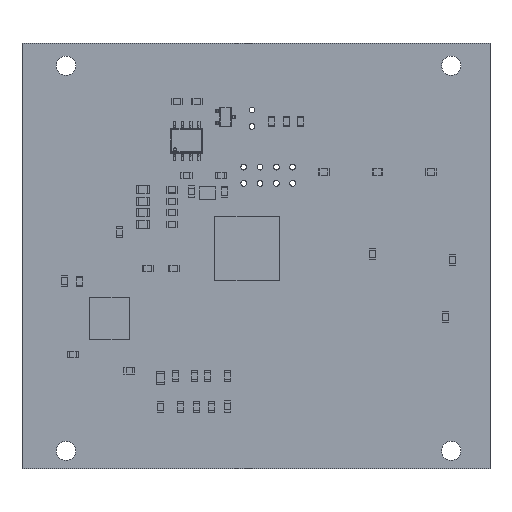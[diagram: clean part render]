
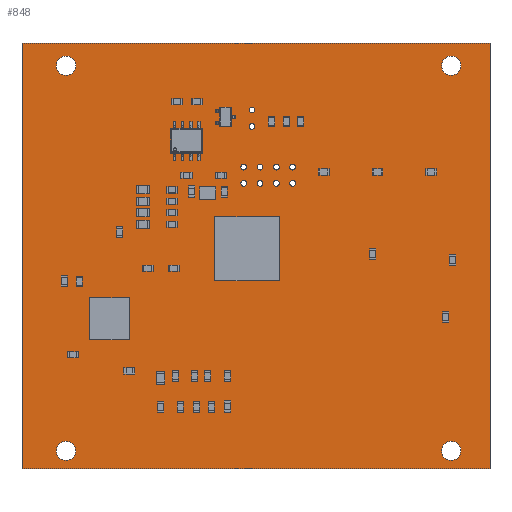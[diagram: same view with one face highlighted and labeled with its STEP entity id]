
A CAD part, top view. The second image highlights one B-rep face of the part: STEP entity #848.
In plain terms, the highlighted planar face has unit normal (0, 0, 1).
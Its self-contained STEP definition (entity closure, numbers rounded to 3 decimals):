
#215 = VERTEX_POINT('',#216);
#216 = CARTESIAN_POINT('',(-31.242,-32.258,0.));
#222 = EDGE_CURVE('',#215,#223,#225,.T.);
#223 = VERTEX_POINT('',#224);
#224 = CARTESIAN_POINT('',(41.656,-32.258,0.));
#225 = LINE('',#226,#227);
#226 = CARTESIAN_POINT('',(-31.242,-32.258,0.));
#227 = VECTOR('',#228,1.);
#228 = DIRECTION('',(1.,0.,0.));
#253 = EDGE_CURVE('',#223,#254,#256,.T.);
#254 = VERTEX_POINT('',#255);
#255 = CARTESIAN_POINT('',(41.656,34.036,0.));
#256 = LINE('',#257,#258);
#257 = CARTESIAN_POINT('',(41.656,-32.258,0.));
#258 = VECTOR('',#259,1.);
#259 = DIRECTION('',(0.,1.,0.));
#284 = EDGE_CURVE('',#254,#285,#287,.T.);
#285 = VERTEX_POINT('',#286);
#286 = CARTESIAN_POINT('',(-31.242,34.036,0.));
#287 = LINE('',#288,#289);
#288 = CARTESIAN_POINT('',(41.656,34.036,0.));
#289 = VECTOR('',#290,1.);
#290 = DIRECTION('',(-1.,0.,0.));
#315 = EDGE_CURVE('',#285,#215,#316,.T.);
#316 = LINE('',#317,#318);
#317 = CARTESIAN_POINT('',(-31.242,34.036,0.));
#318 = VECTOR('',#319,1.);
#319 = DIRECTION('',(0.,-1.,0.));
#339 = VERTEX_POINT('',#340);
#340 = CARTESIAN_POINT('',(-22.884,-29.464,0.));
#346 = EDGE_CURVE('',#339,#339,#347,.T.);
#347 = CIRCLE('',#348,1.5);
#348 = AXIS2_PLACEMENT_3D('',#349,#350,#351);
#349 = CARTESIAN_POINT('',(-24.384,-29.464,0.));
#350 = DIRECTION('',(0.,0.,1.));
#351 = DIRECTION('',(1.,0.,0.));
#372 = VERTEX_POINT('',#373);
#373 = CARTESIAN_POINT('',(6.292,12.192,0.));
#379 = EDGE_CURVE('',#372,#372,#380,.T.);
#380 = CIRCLE('',#381,0.45);
#381 = AXIS2_PLACEMENT_3D('',#382,#383,#384);
#382 = CARTESIAN_POINT('',(5.842,12.192,0.));
#383 = DIRECTION('',(0.,0.,1.));
#384 = DIRECTION('',(1.,0.,0.));
#405 = VERTEX_POINT('',#406);
#406 = CARTESIAN_POINT('',(3.752,12.192,0.));
#412 = EDGE_CURVE('',#405,#405,#413,.T.);
#413 = CIRCLE('',#414,0.45);
#414 = AXIS2_PLACEMENT_3D('',#415,#416,#417);
#415 = CARTESIAN_POINT('',(3.302,12.192,0.));
#416 = DIRECTION('',(0.,0.,1.));
#417 = DIRECTION('',(1.,0.,0.));
#438 = VERTEX_POINT('',#439);
#439 = CARTESIAN_POINT('',(3.752,14.732,0.));
#445 = EDGE_CURVE('',#438,#438,#446,.T.);
#446 = CIRCLE('',#447,0.45);
#447 = AXIS2_PLACEMENT_3D('',#448,#449,#450);
#448 = CARTESIAN_POINT('',(3.302,14.732,0.));
#449 = DIRECTION('',(0.,0.,1.));
#450 = DIRECTION('',(1.,0.,0.));
#471 = VERTEX_POINT('',#472);
#472 = CARTESIAN_POINT('',(-22.884,30.536,0.));
#478 = EDGE_CURVE('',#471,#471,#479,.T.);
#479 = CIRCLE('',#480,1.5);
#480 = AXIS2_PLACEMENT_3D('',#481,#482,#483);
#481 = CARTESIAN_POINT('',(-24.384,30.536,0.));
#482 = DIRECTION('',(0.,0.,1.));
#483 = DIRECTION('',(1.,0.,0.));
#504 = VERTEX_POINT('',#505);
#505 = CARTESIAN_POINT('',(5.022,21.082,0.));
#511 = EDGE_CURVE('',#504,#504,#512,.T.);
#512 = CIRCLE('',#513,0.45);
#513 = AXIS2_PLACEMENT_3D('',#514,#515,#516);
#514 = CARTESIAN_POINT('',(4.572,21.082,0.));
#515 = DIRECTION('',(0.,0.,1.));
#516 = DIRECTION('',(1.,0.,0.));
#537 = VERTEX_POINT('',#538);
#538 = CARTESIAN_POINT('',(5.022,23.622,0.));
#544 = EDGE_CURVE('',#537,#537,#545,.T.);
#545 = CIRCLE('',#546,0.45);
#546 = AXIS2_PLACEMENT_3D('',#547,#548,#549);
#547 = CARTESIAN_POINT('',(4.572,23.622,0.));
#548 = DIRECTION('',(0.,0.,1.));
#549 = DIRECTION('',(1.,0.,0.));
#570 = VERTEX_POINT('',#571);
#571 = CARTESIAN_POINT('',(8.832,12.192,0.));
#577 = EDGE_CURVE('',#570,#570,#578,.T.);
#578 = CIRCLE('',#579,0.45);
#579 = AXIS2_PLACEMENT_3D('',#580,#581,#582);
#580 = CARTESIAN_POINT('',(8.382,12.192,0.));
#581 = DIRECTION('',(0.,0.,1.));
#582 = DIRECTION('',(1.,0.,0.));
#603 = VERTEX_POINT('',#604);
#604 = CARTESIAN_POINT('',(37.116,-29.464,0.));
#610 = EDGE_CURVE('',#603,#603,#611,.T.);
#611 = CIRCLE('',#612,1.5);
#612 = AXIS2_PLACEMENT_3D('',#613,#614,#615);
#613 = CARTESIAN_POINT('',(35.616,-29.464,0.));
#614 = DIRECTION('',(0.,0.,1.));
#615 = DIRECTION('',(1.,0.,0.));
#636 = VERTEX_POINT('',#637);
#637 = CARTESIAN_POINT('',(11.372,12.192,0.));
#643 = EDGE_CURVE('',#636,#636,#644,.T.);
#644 = CIRCLE('',#645,0.45);
#645 = AXIS2_PLACEMENT_3D('',#646,#647,#648);
#646 = CARTESIAN_POINT('',(10.922,12.192,0.));
#647 = DIRECTION('',(0.,0.,1.));
#648 = DIRECTION('',(1.,0.,0.));
#669 = VERTEX_POINT('',#670);
#670 = CARTESIAN_POINT('',(8.832,14.732,0.));
#676 = EDGE_CURVE('',#669,#669,#677,.T.);
#677 = CIRCLE('',#678,0.45);
#678 = AXIS2_PLACEMENT_3D('',#679,#680,#681);
#679 = CARTESIAN_POINT('',(8.382,14.732,0.));
#680 = DIRECTION('',(0.,0.,1.));
#681 = DIRECTION('',(1.,0.,0.));
#702 = VERTEX_POINT('',#703);
#703 = CARTESIAN_POINT('',(6.292,14.732,0.));
#709 = EDGE_CURVE('',#702,#702,#710,.T.);
#710 = CIRCLE('',#711,0.45);
#711 = AXIS2_PLACEMENT_3D('',#712,#713,#714);
#712 = CARTESIAN_POINT('',(5.842,14.732,0.));
#713 = DIRECTION('',(0.,0.,1.));
#714 = DIRECTION('',(1.,0.,0.));
#735 = VERTEX_POINT('',#736);
#736 = CARTESIAN_POINT('',(11.372,14.732,0.));
#742 = EDGE_CURVE('',#735,#735,#743,.T.);
#743 = CIRCLE('',#744,0.45);
#744 = AXIS2_PLACEMENT_3D('',#745,#746,#747);
#745 = CARTESIAN_POINT('',(10.922,14.732,0.));
#746 = DIRECTION('',(0.,0.,1.));
#747 = DIRECTION('',(1.,0.,0.));
#768 = VERTEX_POINT('',#769);
#769 = CARTESIAN_POINT('',(37.116,30.536,0.));
#775 = EDGE_CURVE('',#768,#768,#776,.T.);
#776 = CIRCLE('',#777,1.5);
#777 = AXIS2_PLACEMENT_3D('',#778,#779,#780);
#778 = CARTESIAN_POINT('',(35.616,30.536,0.));
#779 = DIRECTION('',(0.,0.,1.));
#780 = DIRECTION('',(1.,0.,0.));
#848 = ADVANCED_FACE('',(#849,#855,#858,#861,#864,#867,#870,#873,#876,
    #879,#882,#885,#888,#891,#894),#897,.F.);
#849 = FACE_BOUND('',#850,.T.);
#850 = EDGE_LOOP('',(#851,#852,#853,#854));
#851 = ORIENTED_EDGE('',*,*,#222,.T.);
#852 = ORIENTED_EDGE('',*,*,#253,.T.);
#853 = ORIENTED_EDGE('',*,*,#284,.T.);
#854 = ORIENTED_EDGE('',*,*,#315,.T.);
#855 = FACE_BOUND('',#856,.F.);
#856 = EDGE_LOOP('',(#857));
#857 = ORIENTED_EDGE('',*,*,#346,.T.);
#858 = FACE_BOUND('',#859,.F.);
#859 = EDGE_LOOP('',(#860));
#860 = ORIENTED_EDGE('',*,*,#379,.T.);
#861 = FACE_BOUND('',#862,.F.);
#862 = EDGE_LOOP('',(#863));
#863 = ORIENTED_EDGE('',*,*,#412,.T.);
#864 = FACE_BOUND('',#865,.F.);
#865 = EDGE_LOOP('',(#866));
#866 = ORIENTED_EDGE('',*,*,#445,.T.);
#867 = FACE_BOUND('',#868,.F.);
#868 = EDGE_LOOP('',(#869));
#869 = ORIENTED_EDGE('',*,*,#478,.T.);
#870 = FACE_BOUND('',#871,.F.);
#871 = EDGE_LOOP('',(#872));
#872 = ORIENTED_EDGE('',*,*,#511,.T.);
#873 = FACE_BOUND('',#874,.F.);
#874 = EDGE_LOOP('',(#875));
#875 = ORIENTED_EDGE('',*,*,#544,.T.);
#876 = FACE_BOUND('',#877,.F.);
#877 = EDGE_LOOP('',(#878));
#878 = ORIENTED_EDGE('',*,*,#577,.T.);
#879 = FACE_BOUND('',#880,.F.);
#880 = EDGE_LOOP('',(#881));
#881 = ORIENTED_EDGE('',*,*,#610,.T.);
#882 = FACE_BOUND('',#883,.F.);
#883 = EDGE_LOOP('',(#884));
#884 = ORIENTED_EDGE('',*,*,#643,.T.);
#885 = FACE_BOUND('',#886,.F.);
#886 = EDGE_LOOP('',(#887));
#887 = ORIENTED_EDGE('',*,*,#676,.T.);
#888 = FACE_BOUND('',#889,.F.);
#889 = EDGE_LOOP('',(#890));
#890 = ORIENTED_EDGE('',*,*,#709,.T.);
#891 = FACE_BOUND('',#892,.F.);
#892 = EDGE_LOOP('',(#893));
#893 = ORIENTED_EDGE('',*,*,#742,.T.);
#894 = FACE_BOUND('',#895,.F.);
#895 = EDGE_LOOP('',(#896));
#896 = ORIENTED_EDGE('',*,*,#775,.T.);
#897 = PLANE('',#898);
#898 = AXIS2_PLACEMENT_3D('',#899,#900,#901);
#899 = CARTESIAN_POINT('',(-31.242,-32.258,0.));
#900 = DIRECTION('',(0.,0.,-1.));
#901 = DIRECTION('',(-1.,0.,0.));
